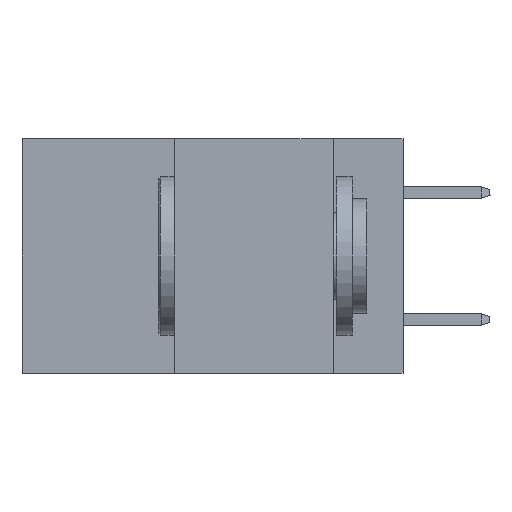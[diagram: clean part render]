
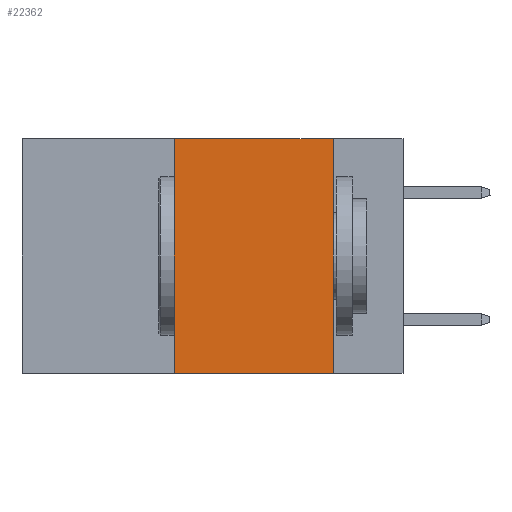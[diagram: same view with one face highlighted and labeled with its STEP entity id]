
A CAD part, left-side view. The second image highlights one B-rep face of the part: STEP entity #22362.
In plain terms, the highlighted planar face has unit normal (-1, 0, 0).
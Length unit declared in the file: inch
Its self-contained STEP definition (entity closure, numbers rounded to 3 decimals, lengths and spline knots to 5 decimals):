
#522 = DIRECTION ( 'NONE',  ( 0., 0., 1. ) ) ;
#1228 = VERTEX_POINT ( 'NONE', #24942 ) ;
#1424 = VERTEX_POINT ( 'NONE', #8211 ) ;
#3926 = VERTEX_POINT ( 'NONE', #25054 ) ;
#6669 = ORIENTED_EDGE ( 'NONE', *, *, #10522, .F. ) ;
#8211 = CARTESIAN_POINT ( 'NONE',  ( 0., 0.36, 0. ) ) ;
#8601 = DIRECTION ( 'NONE',  ( 0., 0., -1. ) ) ;
#9279 = LINE ( 'NONE', #18204, #16864 ) ;
#9703 = LINE ( 'NONE', #18828, #19730 ) ;
#10522 = EDGE_CURVE ( 'NONE', #13216, #1228, #9703, .T. ) ;
#12226 = DIRECTION ( 'NONE',  ( 0., 0., -1. ) ) ;
#12254 = EDGE_CURVE ( 'NONE', #1424, #13216, #38321, .T. ) ;
#13216 = VERTEX_POINT ( 'NONE', #35858 ) ;
#16801 = ORIENTED_EDGE ( 'NONE', *, *, #12254, .F. ) ;
#16864 = VECTOR ( 'NONE', #522, 39.37008 ) ;
#16951 = ORIENTED_EDGE ( 'NONE', *, *, #32595, .T. ) ;
#18076 = DIRECTION ( 'NONE',  ( 1., 0., 0. ) ) ;
#18204 = CARTESIAN_POINT ( 'NONE',  ( 0., 0.36, 0. ) ) ;
#18828 = CARTESIAN_POINT ( 'NONE',  ( 0., 0.11, 0. ) ) ;
#19730 = VECTOR ( 'NONE', #12226, 39.37008 ) ;
#20490 = LINE ( 'NONE', #23633, #28240 ) ;
#22362 = ADVANCED_FACE ( 'NONE', ( #35184 ), #38132, .F. ) ;
#22634 = EDGE_LOOP ( 'NONE', ( #6669, #16801, #28519, #16951 ) ) ;
#23400 = CARTESIAN_POINT ( 'NONE',  ( 0., 0.6, 0. ) ) ;
#23633 = CARTESIAN_POINT ( 'NONE',  ( 0., 0.6, -0.37 ) ) ;
#24020 = DIRECTION ( 'NONE',  ( 0., -1., 0. ) ) ;
#24775 = AXIS2_PLACEMENT_3D ( 'NONE', #23400, #18076, #8601 ) ;
#24942 = CARTESIAN_POINT ( 'NONE',  ( 0., 0.11, -0.37 ) ) ;
#25054 = CARTESIAN_POINT ( 'NONE',  ( 0., 0.36, -0.37 ) ) ;
#28240 = VECTOR ( 'NONE', #24020, 39.37008 ) ;
#28519 = ORIENTED_EDGE ( 'NONE', *, *, #35738, .F. ) ;
#29196 = CARTESIAN_POINT ( 'NONE',  ( 0., 0.6, 0. ) ) ;
#32595 = EDGE_CURVE ( 'NONE', #3926, #1228, #20490, .T. ) ;
#35184 = FACE_OUTER_BOUND ( 'NONE', #22634, .T. ) ;
#35374 = DIRECTION ( 'NONE',  ( 0., -1., 0. ) ) ;
#35738 = EDGE_CURVE ( 'NONE', #3926, #1424, #9279, .T. ) ;
#35858 = CARTESIAN_POINT ( 'NONE',  ( 0., 0.11, 0. ) ) ;
#37822 = VECTOR ( 'NONE', #35374, 39.37008 ) ;
#38132 = PLANE ( 'NONE',  #24775 ) ;
#38321 = LINE ( 'NONE', #29196, #37822 ) ;
